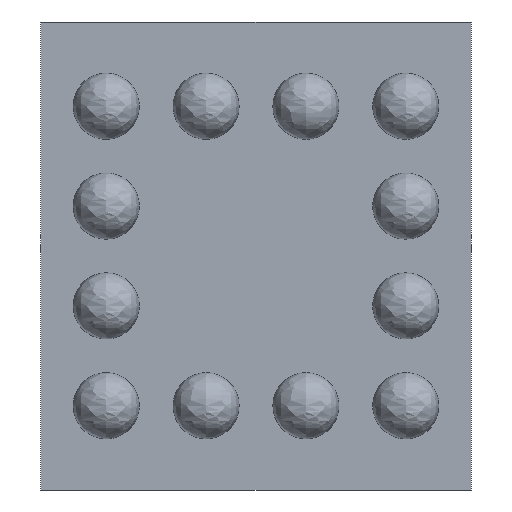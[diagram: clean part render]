
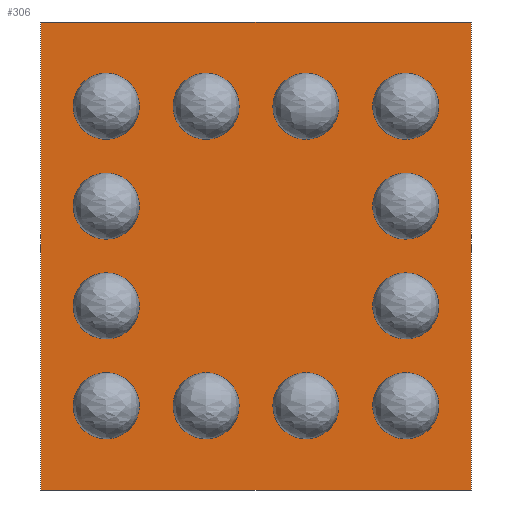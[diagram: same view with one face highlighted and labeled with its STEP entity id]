
A CAD part, front view. The second image highlights one B-rep face of the part: STEP entity #306.
In plain terms, the highlighted planar face has unit normal (0, -1, 0).
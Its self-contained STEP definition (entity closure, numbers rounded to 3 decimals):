
#75 = AXIS2_PLACEMENT_3D ( 'NONE', #260, #966, #2036 ) ;
#136 = VERTEX_POINT ( 'NONE', #1447 ) ;
#197 = VECTOR ( 'NONE', #1167, 1000. ) ;
#260 = CARTESIAN_POINT ( 'NONE',  ( 0., 0.185, 0. ) ) ;
#306 = ADVANCED_FACE ( 'NONE', ( #1290 ), #451, .T. ) ;
#375 = EDGE_CURVE ( 'NONE', #136, #2015, #1706, .T. ) ;
#402 = VERTEX_POINT ( 'NONE', #1176 ) ;
#451 = PLANE ( 'NONE',  #75 ) ;
#464 = ORIENTED_EDGE ( 'NONE', *, *, #375, .T. ) ;
#530 = ORIENTED_EDGE ( 'NONE', *, *, #769, .T. ) ;
#769 = EDGE_CURVE ( 'NONE', #2015, #1967, #1460, .T. ) ;
#793 = CARTESIAN_POINT ( 'NONE',  ( 0., 0.185, -0.938 ) ) ;
#824 = CARTESIAN_POINT ( 'NONE',  ( 0.863, 0.185, 0. ) ) ;
#916 = EDGE_LOOP ( 'NONE', ( #979, #1939, #464, #530 ) ) ;
#966 = DIRECTION ( 'NONE',  ( 0., -1., 0. ) ) ;
#967 = CARTESIAN_POINT ( 'NONE',  ( -0.863, 0.185, 0. ) ) ;
#979 = ORIENTED_EDGE ( 'NONE', *, *, #2087, .T. ) ;
#998 = LINE ( 'NONE', #967, #197 ) ;
#1055 = DIRECTION ( 'NONE',  ( -1., 0., 0. ) ) ;
#1167 = DIRECTION ( 'NONE',  ( 0., 0., -1. ) ) ;
#1176 = CARTESIAN_POINT ( 'NONE',  ( -0.863, 0.185, 0.938 ) ) ;
#1290 = FACE_OUTER_BOUND ( 'NONE', #916, .T. ) ;
#1349 = VECTOR ( 'NONE', #2217, 1000. ) ;
#1447 = CARTESIAN_POINT ( 'NONE',  ( -0.863, 0.185, -0.938 ) ) ;
#1460 = LINE ( 'NONE', #824, #2066 ) ;
#1479 = VECTOR ( 'NONE', #1055, 1000. ) ;
#1706 = LINE ( 'NONE', #793, #1349 ) ;
#1786 = CARTESIAN_POINT ( 'NONE',  ( 0., 0.185, 0.938 ) ) ;
#1797 = EDGE_CURVE ( 'NONE', #402, #136, #998, .T. ) ;
#1806 = LINE ( 'NONE', #1786, #1479 ) ;
#1869 = DIRECTION ( 'NONE',  ( 0., 0., 1. ) ) ;
#1894 = CARTESIAN_POINT ( 'NONE',  ( 0.863, 0.185, 0.938 ) ) ;
#1939 = ORIENTED_EDGE ( 'NONE', *, *, #1797, .T. ) ;
#1967 = VERTEX_POINT ( 'NONE', #1894 ) ;
#2015 = VERTEX_POINT ( 'NONE', #2251 ) ;
#2036 = DIRECTION ( 'NONE',  ( 0., 0., -1. ) ) ;
#2066 = VECTOR ( 'NONE', #1869, 1000. ) ;
#2087 = EDGE_CURVE ( 'NONE', #1967, #402, #1806, .T. ) ;
#2217 = DIRECTION ( 'NONE',  ( 1., 0., 0. ) ) ;
#2251 = CARTESIAN_POINT ( 'NONE',  ( 0.863, 0.185, -0.938 ) ) ;
